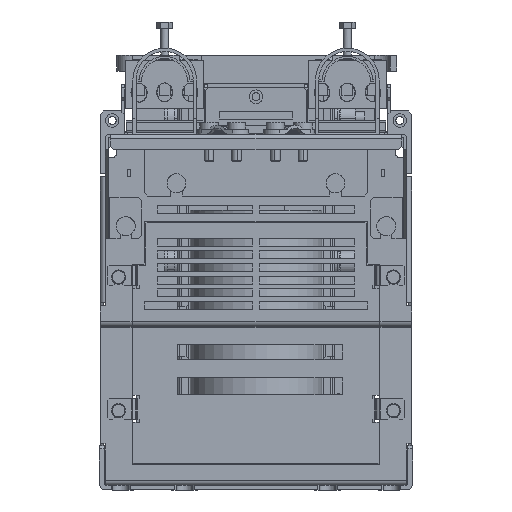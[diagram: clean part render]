
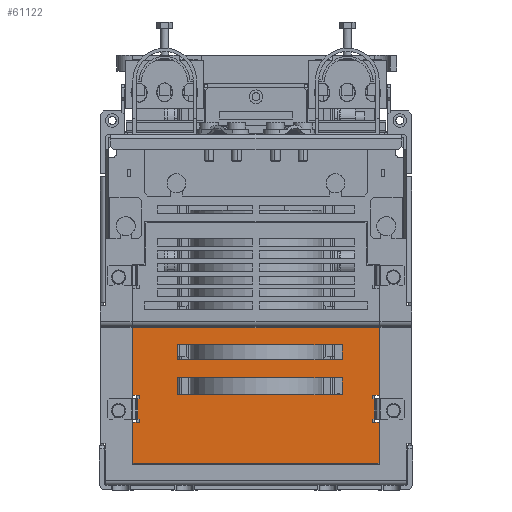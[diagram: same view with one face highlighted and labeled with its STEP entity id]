
A CAD part, front view. The second image highlights one B-rep face of the part: STEP entity #61122.
In plain terms, the highlighted planar face has unit normal (0, -1, 0).
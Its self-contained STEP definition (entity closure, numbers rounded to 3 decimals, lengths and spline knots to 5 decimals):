
#13039=DIRECTION('',(-1.,0.,0.));
#13040=VECTOR('',#13039,0.155);
#13041=CARTESIAN_POINT('',(0.0775,-0.2588,0.099));
#13042=LINE('',#13041,#13040);
#13073=DIRECTION('',(0.,0.,1.));
#13074=VECTOR('',#13073,0.0425);
#13075=CARTESIAN_POINT('',(0.0775,-0.2588,0.0565));
#13076=LINE('',#13075,#13074);
#13085=DIRECTION('',(1.,0.,0.));
#13086=VECTOR('',#13085,0.004);
#13087=CARTESIAN_POINT('',(0.0735,-0.2588,0.0565));
#13088=LINE('',#13087,#13086);
#13097=DIRECTION('',(-0.707,0.,-0.707));
#13098=VECTOR('',#13097,0.00141);
#13099=CARTESIAN_POINT('',(0.0775,-0.2588,0.0145));
#13100=LINE('',#13099,#13098);
#13101=DIRECTION('',(-0.707,0.,0.707));
#13102=VECTOR('',#13101,0.00141);
#13103=CARTESIAN_POINT('',(-0.0765,-0.2588,0.0135));
#13104=LINE('',#13103,#13102);
#13105=DIRECTION('',(1.,0.,0.));
#13106=VECTOR('',#13105,0.00076);
#13107=CARTESIAN_POINT('',(-0.07426,-0.2588,0.0545));
#13108=LINE('',#13107,#13106);
#13109=DIRECTION('',(0.,0.,-1.));
#13110=VECTOR('',#13109,0.025);
#13111=CARTESIAN_POINT('',(0.0775,-0.2588,0.0395));
#13112=LINE('',#13111,#13110);
#13113=DIRECTION('',(0.,0.,-1.));
#13114=VECTOR('',#13113,0.01056);
#13115=CARTESIAN_POINT('',(-0.0495,-0.2588,0.0676));
#13116=LINE('',#13115,#13114);
#13117=DIRECTION('',(1.,0.,0.));
#13118=VECTOR('',#13117,0.1037);
#13119=CARTESIAN_POINT('',(-0.0495,-0.2588,0.05704));
#13120=LINE('',#13119,#13118);
#13121=DIRECTION('',(0.,0.,1.));
#13122=VECTOR('',#13121,0.01056);
#13123=CARTESIAN_POINT('',(0.0542,-0.2588,0.05704));
#13124=LINE('',#13123,#13122);
#13125=DIRECTION('',(-1.,0.,0.));
#13126=VECTOR('',#13125,0.1037);
#13127=CARTESIAN_POINT('',(0.0542,-0.2588,0.0676));
#13128=LINE('',#13127,#13126);
#13129=DIRECTION('',(1.,0.,0.));
#13130=VECTOR('',#13129,0.1037);
#13131=CARTESIAN_POINT('',(-0.0495,-0.2588,0.0791));
#13132=LINE('',#13131,#13130);
#13133=DIRECTION('',(0.,0.,1.));
#13134=VECTOR('',#13133,0.00942);
#13135=CARTESIAN_POINT('',(0.0542,-0.2588,0.0791));
#13136=LINE('',#13135,#13134);
#13137=DIRECTION('',(-1.,0.,0.));
#13138=VECTOR('',#13137,0.1037);
#13139=CARTESIAN_POINT('',(0.0542,-0.2588,0.08852));
#13140=LINE('',#13139,#13138);
#13141=DIRECTION('',(0.,0.,-1.));
#13142=VECTOR('',#13141,0.00942);
#13143=CARTESIAN_POINT('',(-0.0495,-0.2588,0.08852));
#13144=LINE('',#13143,#13142);
#13157=DIRECTION('',(1.,0.,0.));
#13158=VECTOR('',#13157,0.153);
#13159=CARTESIAN_POINT('',(-0.0765,-0.2588,0.0135));
#13160=LINE('',#13159,#13158);
#13213=DIRECTION('',(-1.,0.,0.));
#13214=VECTOR('',#13213,0.004);
#13215=CARTESIAN_POINT('',(0.0775,-0.2588,0.0395));
#13216=LINE('',#13215,#13214);
#13225=DIRECTION('',(0.,0.,1.));
#13226=VECTOR('',#13225,0.002);
#13227=CARTESIAN_POINT('',(0.0735,-0.2588,0.0395));
#13228=LINE('',#13227,#13226);
#13237=DIRECTION('',(1.,0.,0.));
#13238=VECTOR('',#13237,0.00076);
#13239=CARTESIAN_POINT('',(0.0735,-0.2588,0.0415));
#13240=LINE('',#13239,#13238);
#13993=DIRECTION('',(0.,0.,-1.));
#13994=VECTOR('',#13993,0.013);
#13995=CARTESIAN_POINT('',(-0.07426,-0.2588,0.0545));
#13996=LINE('',#13995,#13994);
#13997=DIRECTION('',(1.,0.,0.));
#13998=VECTOR('',#13997,0.00076);
#13999=CARTESIAN_POINT('',(-0.07426,-0.2588,0.0415));
#14000=LINE('',#13999,#13998);
#14009=DIRECTION('',(0.,0.,-1.));
#14010=VECTOR('',#14009,0.002);
#14011=CARTESIAN_POINT('',(-0.0735,-0.2588,0.0415));
#14012=LINE('',#14011,#14010);
#14021=DIRECTION('',(-1.,0.,0.));
#14022=VECTOR('',#14021,0.004);
#14023=CARTESIAN_POINT('',(-0.0735,-0.2588,0.0395));
#14024=LINE('',#14023,#14022);
#14041=DIRECTION('',(0.,0.,-1.));
#14042=VECTOR('',#14041,0.025);
#14043=CARTESIAN_POINT('',(-0.0775,-0.2588,0.0395));
#14044=LINE('',#14043,#14042);
#14053=DIRECTION('',(0.,0.,-1.));
#14054=VECTOR('',#14053,0.002);
#14055=CARTESIAN_POINT('',(-0.0735,-0.2588,0.0565));
#14056=LINE('',#14055,#14054);
#14065=DIRECTION('',(1.,0.,0.));
#14066=VECTOR('',#14065,0.004);
#14067=CARTESIAN_POINT('',(-0.0775,-0.2588,0.0565));
#14068=LINE('',#14067,#14066);
#14085=DIRECTION('',(0.,0.,-1.));
#14086=VECTOR('',#14085,0.0425);
#14087=CARTESIAN_POINT('',(-0.0775,-0.2588,0.099));
#14088=LINE('',#14087,#14086);
#14143=DIRECTION('',(0.,0.,1.));
#14144=VECTOR('',#14143,0.013);
#14145=CARTESIAN_POINT('',(0.07426,-0.2588,0.0415));
#14146=LINE('',#14145,#14144);
#14155=DIRECTION('',(-1.,0.,0.));
#14156=VECTOR('',#14155,0.00076);
#14157=CARTESIAN_POINT('',(0.07426,-0.2588,0.0545));
#14158=LINE('',#14157,#14156);
#14163=DIRECTION('',(0.,0.,1.));
#14164=VECTOR('',#14163,0.002);
#14165=CARTESIAN_POINT('',(0.0735,-0.2588,0.0545));
#14166=LINE('',#14165,#14164);
#28605=CARTESIAN_POINT('',(0.0775,-0.2588,0.099));
#28606=VERTEX_POINT('',#28605);
#28609=CARTESIAN_POINT('',(-0.0775,-0.2588,0.099));
#28610=VERTEX_POINT('',#28609);
#28611=CARTESIAN_POINT('',(0.0775,-0.2588,0.0145));
#28612=CARTESIAN_POINT('',(0.0765,-0.2588,0.0135));
#28613=VERTEX_POINT('',#28611);
#28614=VERTEX_POINT('',#28612);
#28615=CARTESIAN_POINT('',(-0.0765,-0.2588,0.0135));
#28616=VERTEX_POINT('',#28615);
#28617=CARTESIAN_POINT('',(-0.0775,-0.2588,0.0145));
#28618=VERTEX_POINT('',#28617);
#28619=CARTESIAN_POINT('',(-0.0775,-0.2588,0.0395));
#28620=VERTEX_POINT('',#28619);
#28621=CARTESIAN_POINT('',(-0.0735,-0.2588,0.0395));
#28622=VERTEX_POINT('',#28621);
#28623=CARTESIAN_POINT('',(-0.0735,-0.2588,0.0415));
#28624=VERTEX_POINT('',#28623);
#28625=CARTESIAN_POINT('',(-0.07426,-0.2588,0.0415));
#28626=VERTEX_POINT('',#28625);
#28627=CARTESIAN_POINT('',(-0.07426,-0.2588,0.0545));
#28628=VERTEX_POINT('',#28627);
#28629=CARTESIAN_POINT('',(-0.0735,-0.2588,0.0545));
#28630=VERTEX_POINT('',#28629);
#28631=CARTESIAN_POINT('',(-0.0735,-0.2588,0.0565));
#28632=VERTEX_POINT('',#28631);
#28633=CARTESIAN_POINT('',(-0.0775,-0.2588,0.0565));
#28634=VERTEX_POINT('',#28633);
#28635=CARTESIAN_POINT('',(0.0775,-0.2588,0.0565));
#28636=VERTEX_POINT('',#28635);
#28637=CARTESIAN_POINT('',(0.0735,-0.2588,0.0565));
#28638=VERTEX_POINT('',#28637);
#28639=CARTESIAN_POINT('',(0.0735,-0.2588,0.0545));
#28640=VERTEX_POINT('',#28639);
#28641=CARTESIAN_POINT('',(0.07426,-0.2588,0.0545));
#28642=VERTEX_POINT('',#28641);
#28643=CARTESIAN_POINT('',(0.07426,-0.2588,0.0415));
#28644=VERTEX_POINT('',#28643);
#28645=CARTESIAN_POINT('',(0.0735,-0.2588,0.0415));
#28646=VERTEX_POINT('',#28645);
#28647=CARTESIAN_POINT('',(0.0735,-0.2588,0.0395));
#28648=VERTEX_POINT('',#28647);
#28649=CARTESIAN_POINT('',(0.0775,-0.2588,0.0395));
#28650=VERTEX_POINT('',#28649);
#31190=CARTESIAN_POINT('',(-0.0495,-0.2588,0.0676));
#31191=CARTESIAN_POINT('',(-0.0495,-0.2588,0.05704));
#31192=VERTEX_POINT('',#31190);
#31193=VERTEX_POINT('',#31191);
#31194=CARTESIAN_POINT('',(0.0542,-0.2588,0.05704));
#31195=VERTEX_POINT('',#31194);
#31196=CARTESIAN_POINT('',(0.0542,-0.2588,0.0676));
#31197=VERTEX_POINT('',#31196);
#31198=CARTESIAN_POINT('',(-0.0495,-0.2588,0.0791));
#31199=CARTESIAN_POINT('',(0.0542,-0.2588,0.0791));
#31200=VERTEX_POINT('',#31198);
#31201=VERTEX_POINT('',#31199);
#31202=CARTESIAN_POINT('',(0.0542,-0.2588,0.08852));
#31203=VERTEX_POINT('',#31202);
#31204=CARTESIAN_POINT('',(-0.0495,-0.2588,0.08852));
#31205=VERTEX_POINT('',#31204);
#61054=CARTESIAN_POINT('',(0.,-0.2588,0.05675));
#61055=DIRECTION('',(0.,1.,0.));
#61056=DIRECTION('',(0.,0.,1.));
#61057=AXIS2_PLACEMENT_3D('',#61054,#61055,#61056);
#61058=PLANE('',#61057);
#61060=ORIENTED_EDGE('',*,*,#61059,.T.);
#61062=ORIENTED_EDGE('',*,*,#61061,.F.);
#61064=ORIENTED_EDGE('',*,*,#61063,.T.);
#61066=ORIENTED_EDGE('',*,*,#61065,.F.);
#61068=ORIENTED_EDGE('',*,*,#61067,.F.);
#61070=ORIENTED_EDGE('',*,*,#61069,.F.);
#61072=ORIENTED_EDGE('',*,*,#61071,.F.);
#61074=ORIENTED_EDGE('',*,*,#61073,.F.);
#61076=ORIENTED_EDGE('',*,*,#61075,.T.);
#61078=ORIENTED_EDGE('',*,*,#61077,.F.);
#61080=ORIENTED_EDGE('',*,*,#61079,.F.);
#61082=ORIENTED_EDGE('',*,*,#61081,.F.);
#61083=ORIENTED_EDGE('',*,*,#60931,.F.);
#61084=ORIENTED_EDGE('',*,*,#61007,.F.);
#61085=ORIENTED_EDGE('',*,*,#61032,.F.);
#61087=ORIENTED_EDGE('',*,*,#61086,.F.);
#61089=ORIENTED_EDGE('',*,*,#61088,.F.);
#61091=ORIENTED_EDGE('',*,*,#61090,.F.);
#61093=ORIENTED_EDGE('',*,*,#61092,.F.);
#61095=ORIENTED_EDGE('',*,*,#61094,.F.);
#61097=ORIENTED_EDGE('',*,*,#61096,.F.);
#61099=ORIENTED_EDGE('',*,*,#61098,.T.);
#61100=EDGE_LOOP('',(#61060,#61062,#61064,#61066,#61068,#61070,#61072,#61074,
#61076,#61078,#61080,#61082,#61083,#61084,#61085,#61087,#61089,#61091,#61093,
#61095,#61097,#61099));
#61101=FACE_OUTER_BOUND('',#61100,.F.);
#61103=ORIENTED_EDGE('',*,*,#61102,.T.);
#61105=ORIENTED_EDGE('',*,*,#61104,.T.);
#61107=ORIENTED_EDGE('',*,*,#61106,.T.);
#61109=ORIENTED_EDGE('',*,*,#61108,.T.);
#61110=EDGE_LOOP('',(#61103,#61105,#61107,#61109));
#61111=FACE_BOUND('',#61110,.F.);
#61113=ORIENTED_EDGE('',*,*,#61112,.T.);
#61115=ORIENTED_EDGE('',*,*,#61114,.T.);
#61117=ORIENTED_EDGE('',*,*,#61116,.T.);
#61119=ORIENTED_EDGE('',*,*,#61118,.T.);
#61120=EDGE_LOOP('',(#61113,#61115,#61117,#61119));
#61121=FACE_BOUND('',#61120,.F.);
#61122=ADVANCED_FACE('',(#61101,#61111,#61121),#61058,.F.);
#60931=EDGE_CURVE('',#28606,#28610,#13042,.T.);
#61007=EDGE_CURVE('',#28636,#28606,#13076,.T.);
#61032=EDGE_CURVE('',#28638,#28636,#13088,.T.);
#61059=EDGE_CURVE('',#28613,#28614,#13100,.T.);
#61061=EDGE_CURVE('',#28616,#28614,#13160,.T.);
#61063=EDGE_CURVE('',#28616,#28618,#13104,.T.);
#61065=EDGE_CURVE('',#28620,#28618,#14044,.T.);
#61067=EDGE_CURVE('',#28622,#28620,#14024,.T.);
#61069=EDGE_CURVE('',#28624,#28622,#14012,.T.);
#61071=EDGE_CURVE('',#28626,#28624,#14000,.T.);
#61073=EDGE_CURVE('',#28628,#28626,#13996,.T.);
#61075=EDGE_CURVE('',#28628,#28630,#13108,.T.);
#61077=EDGE_CURVE('',#28632,#28630,#14056,.T.);
#61079=EDGE_CURVE('',#28634,#28632,#14068,.T.);
#61081=EDGE_CURVE('',#28610,#28634,#14088,.T.);
#61086=EDGE_CURVE('',#28640,#28638,#14166,.T.);
#61088=EDGE_CURVE('',#28642,#28640,#14158,.T.);
#61090=EDGE_CURVE('',#28644,#28642,#14146,.T.);
#61092=EDGE_CURVE('',#28646,#28644,#13240,.T.);
#61094=EDGE_CURVE('',#28648,#28646,#13228,.T.);
#61096=EDGE_CURVE('',#28650,#28648,#13216,.T.);
#61098=EDGE_CURVE('',#28650,#28613,#13112,.T.);
#61102=EDGE_CURVE('',#31192,#31193,#13116,.T.);
#61104=EDGE_CURVE('',#31193,#31195,#13120,.T.);
#61106=EDGE_CURVE('',#31195,#31197,#13124,.T.);
#61108=EDGE_CURVE('',#31197,#31192,#13128,.T.);
#61112=EDGE_CURVE('',#31200,#31201,#13132,.T.);
#61114=EDGE_CURVE('',#31201,#31203,#13136,.T.);
#61116=EDGE_CURVE('',#31203,#31205,#13140,.T.);
#61118=EDGE_CURVE('',#31205,#31200,#13144,.T.);
